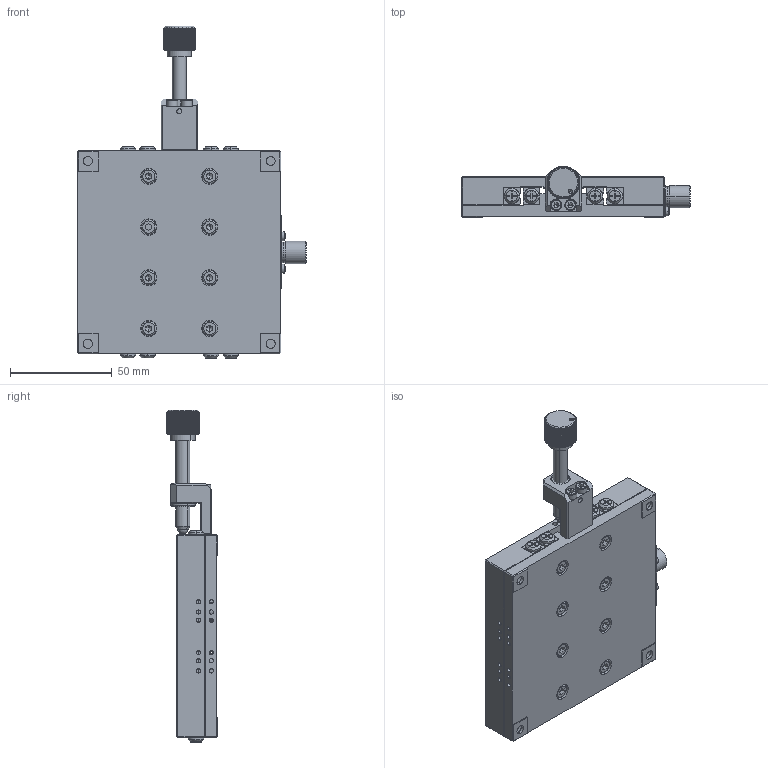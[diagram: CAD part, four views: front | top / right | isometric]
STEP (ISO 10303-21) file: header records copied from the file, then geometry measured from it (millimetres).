
FILE_DESCRIPTION (( 'STEP AP203' ), '1' );
FILE_NAME ('AK25-10020C.step', '2019-05-09T02:43:08', ( '' ), ( '' ), 'SwSTEP 2.0', 'SolidWorks 2017', '' );
FILE_SCHEMA (( 'CONFIG_CONTROL_DESIGN' ));
Length unit declared in the file: millimetre
Products named in the file (1): AK25-10020C
Bounding box: 112.5 x 25 x 163.5 mm (x, y, z)
Surface area: 71734 mm2 (no closed solid volume)
Topology: 0 solids, 36 shells, 1256 faces, 3813 edges, 2485 vertices
Faces by surface type: plane 723, cylinder 319, cone 172, torus 36, sphere 6
Entity records: 43348 total; most frequent: CARTESIAN_POINT 9883, DIRECTION 6854, ORIENTED_EDGE 6634, EDGE_CURVE 3781, VERTEX_POINT 2485, AXIS2_PLACEMENT_3D 2386, LINE 2082, VECTOR 2082
